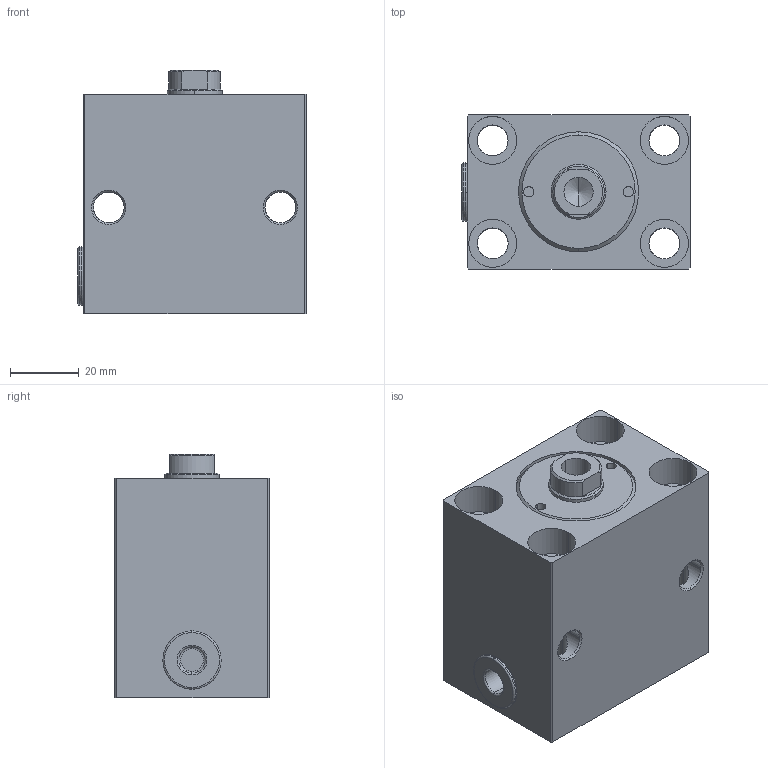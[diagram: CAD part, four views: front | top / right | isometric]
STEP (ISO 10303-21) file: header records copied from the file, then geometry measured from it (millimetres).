
FILE_DESCRIPTION (( 'STEP AP203' ), '1' );
FILE_NAME ('HBC-25SX8N等雄詢揤詰.STEP', '2019-04-29T02:30:00', ( 'User' ), ( 'china' ), 'SwSTEP 2.0', 'SolidWorks 2018', '' );
FILE_SCHEMA (( 'CONFIG_CONTROL_DESIGN' ));
Length unit declared in the file: millimetre
Products named in the file (5): 掛极8; 活塞杆8; ヶ裔; 黑芛; HBC-25SX8N等雄詢揤詰
Assembly tree (4 placements, depth 2):
  HBC-25SX8N等雄詢揤詰
    掛极8
    活塞杆8
    ヶ裔
    黑芛
Bounding box: 66.5 x 45 x 71 mm (x, y, z)
Volume: 156072.5 mm3; surface area: 43266.2 mm2
Topology: 4 solids, 4 shells, 168 faces, 402 edges, 245 vertices
Faces by surface type: cylinder 91, plane 34, cone 23, torus 18, bspline 2
Entity records: 7258 total; most frequent: CARTESIAN_POINT 2930, DIRECTION 826, ORIENTED_EDGE 800, EDGE_CURVE 400, AXIS2_PLACEMENT_3D 341, VERTEX_POINT 245, EDGE_LOOP 197, ADVANCED_FACE 168
